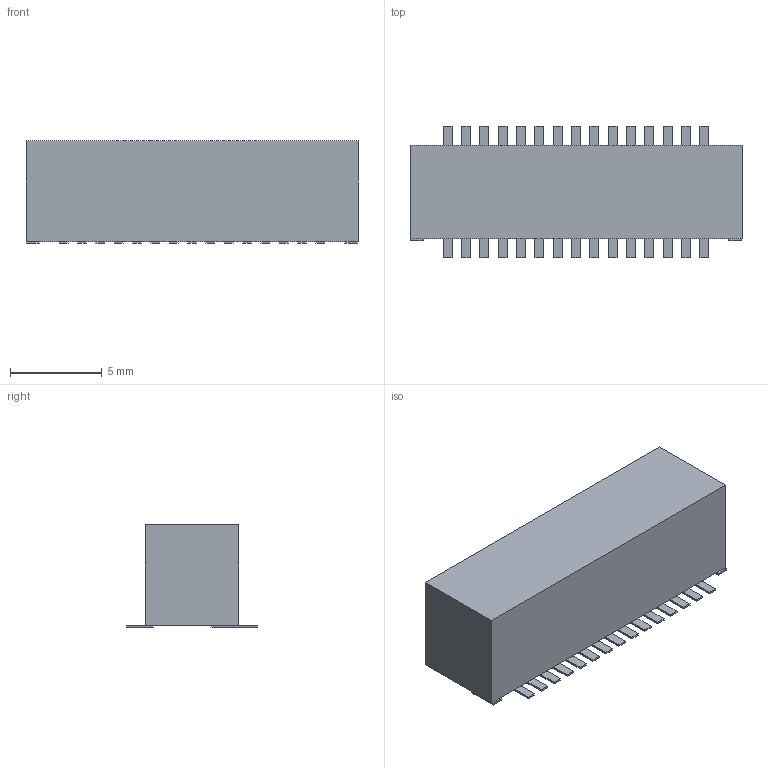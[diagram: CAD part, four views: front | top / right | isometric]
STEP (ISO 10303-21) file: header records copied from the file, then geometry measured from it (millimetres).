
FILE_DESCRIPTION(('FreeCAD Model'),'2;1');
FILE_NAME('766119.1.1.stp','2020-04-09T10:31:33',( 'Author'),(''),'Open CASCADE STEP processor 6.9','FreeCAD','Unknown' );
FILE_SCHEMA(('AUTOMOTIVE_DESIGN { 1 0 10303 214 1 1 1 1 }'));
Length unit declared in the file: millimetre
Products named in the file (3): ASSEMBLY; Body; Pins
Assembly tree (2 placements, depth 2):
  ASSEMBLY
    Body
    Pins
Bounding box: 18.1 x 7.18 x 5.6 mm (x, y, z)
Volume: 510.1 mm3; surface area: 499.6 mm2
Topology: 33 solids, 33 shells, 198 faces, 396 edges, 264 vertices
Faces by surface type: plane 198
Entity records: 10451 total; most frequent: CARTESIAN_POINT 1653, DIRECTION 1590, LINE 1188, VECTOR 1188, ORIENTED_EDGE 792, PCURVE 792, DEFINITIONAL_REPRESENTATION 792, EDGE_CURVE 396
